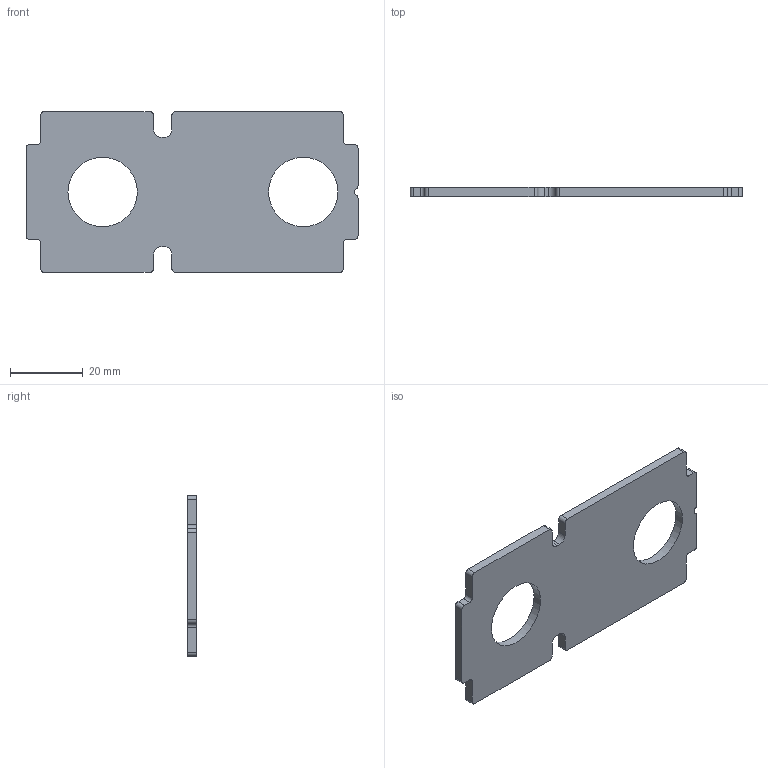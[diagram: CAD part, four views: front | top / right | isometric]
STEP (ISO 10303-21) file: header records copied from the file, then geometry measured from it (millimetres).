
FILE_DESCRIPTION (( 'STEP AP214' ), '1' );
FILE_NAME ('02-008-21 middle plate.STEP', '2025-11-11T06:29:33', ( '' ), ( '' ), 'SwSTEP 2.0', 'SolidWorks 2020', '' );
FILE_SCHEMA (( 'AUTOMOTIVE_DESIGN' ));
Length unit declared in the file: millimetre
Products named in the file (1): 02-008-21 middle plate
Bounding box: 91 x 2.5 x 44 mm (x, y, z)
Volume: 8057.3 mm3; surface area: 7465.4 mm2
Topology: 1 solids, 1 shells, 48 faces, 138 edges, 92 vertices
Faces by surface type: cylinder 25, plane 23
Full cylindrical faces by diameter (mm): 19 x2
Entity records: 1624 total; most frequent: DIRECTION 284, CARTESIAN_POINT 277, ORIENTED_EDGE 272, EDGE_CURVE 136, AXIS2_PLACEMENT_3D 99, VERTEX_POINT 92, LINE 86, VECTOR 86
